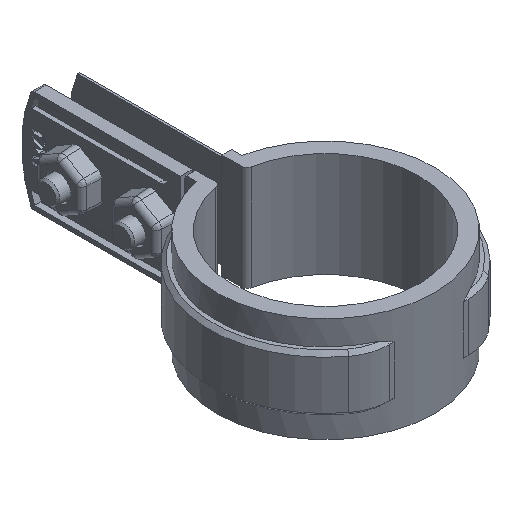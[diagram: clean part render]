
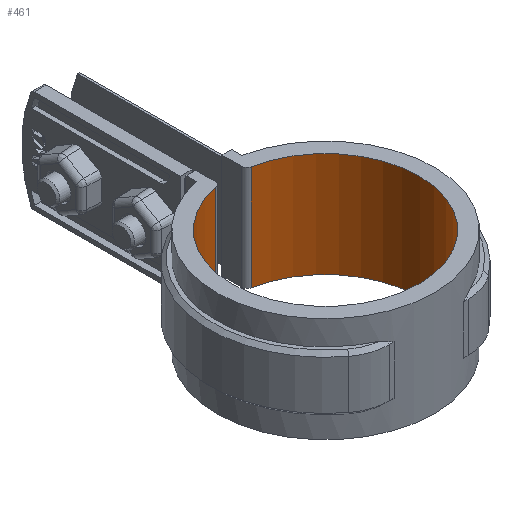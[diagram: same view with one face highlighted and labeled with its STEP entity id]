
A CAD part, isometric view. The second image highlights one B-rep face of the part: STEP entity #461.
In plain terms, the highlighted cylindrical face has radius 25 mm (diameter 50 mm), a partial arc.
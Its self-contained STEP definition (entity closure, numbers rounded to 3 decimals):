
#461 = ADVANCED_FACE( '', ( #934 ), #935, .F. );
#934 = FACE_OUTER_BOUND( '', #2280, .T. );
#935 = CYLINDRICAL_SURFACE( '', #2281, 25. );
#2280 = EDGE_LOOP( '', ( #4847, #4848, #4849, #4850 ) );
#2281 = AXIS2_PLACEMENT_3D( '', #4851, #4852, #4853 );
#4847 = ORIENTED_EDGE( '', *, *, #7519, .F. );
#4848 = ORIENTED_EDGE( '', *, *, #7530, .T. );
#4849 = ORIENTED_EDGE( '', *, *, #7524, .T. );
#4850 = ORIENTED_EDGE( '', *, *, #7531, .T. );
#4851 = CARTESIAN_POINT( '', ( 0., 0., -98.233 ) );
#4852 = DIRECTION( '', ( 0., 0., -1. ) );
#4853 = DIRECTION( '', ( -1., 0., 0. ) );
#7519 = EDGE_CURVE( '', #8721, #8723, #8724, .F. );
#7524 = EDGE_CURVE( '', #8731, #8732, #8733, .F. );
#7530 = EDGE_CURVE( '', #8721, #8731, #8741, .T. );
#7531 = EDGE_CURVE( '', #8732, #8723, #8742, .F. );
#8721 = VERTEX_POINT( '', #12230 );
#8723 = VERTEX_POINT( '', #12232 );
#8724 = CIRCLE( '', #12233, 25. );
#8731 = VERTEX_POINT( '', #12242 );
#8732 = VERTEX_POINT( '', #12243 );
#8733 = CIRCLE( '', #12244, 25. );
#8741 = LINE( '', #12254, #12255 );
#8742 = LINE( '', #12256, #12257 );
#12230 = CARTESIAN_POINT( '', ( -4.717, 24.551, -26.5 ) );
#12232 = CARTESIAN_POINT( '', ( 4.717, 24.551, -26.5 ) );
#12233 = AXIS2_PLACEMENT_3D( '', #14205, #14206, #14207 );
#12242 = CARTESIAN_POINT( '', ( -4.717, 24.551, 1.5 ) );
#12243 = CARTESIAN_POINT( '', ( 4.717, 24.551, 1.5 ) );
#12244 = AXIS2_PLACEMENT_3D( '', #14216, #14217, #14218 );
#12254 = CARTESIAN_POINT( '', ( -4.717, 24.551, -98.233 ) );
#12255 = VECTOR( '', #14230, 1000. );
#12256 = CARTESIAN_POINT( '', ( 4.717, 24.551, -98.233 ) );
#12257 = VECTOR( '', #14231, 1000. );
#14205 = CARTESIAN_POINT( '', ( 0., 0., -26.5 ) );
#14206 = DIRECTION( '', ( 0., 0., -1. ) );
#14207 = DIRECTION( '', ( -1., 0., 0. ) );
#14216 = CARTESIAN_POINT( '', ( 0., 0., 1.5 ) );
#14217 = DIRECTION( '', ( 0., 0., -1. ) );
#14218 = DIRECTION( '', ( -1., 0., 0. ) );
#14230 = DIRECTION( '', ( 0., 0., 1. ) );
#14231 = DIRECTION( '', ( 0., 0., 1. ) );
